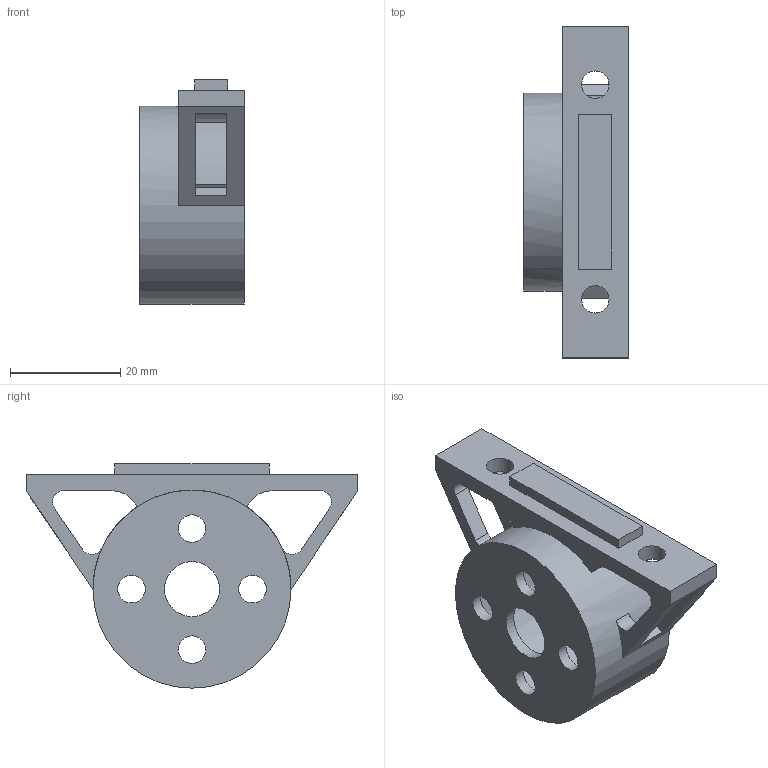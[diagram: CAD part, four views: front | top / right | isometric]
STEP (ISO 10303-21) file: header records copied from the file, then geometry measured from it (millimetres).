
FILE_DESCRIPTION(/* description */ ('STEP AP242'),/* implementation_level */ '2;1');
FILE_NAME(/* name */ '',/* time_stamp */ '2024-12-20T18:27:54+03:00',/* author */ ('Phantom'),/* organization */ ('UNSPECIFIED'),/* preprocessor_version */ 'ST-DEVELOPER v20',/* originating_system */ 'Autodesk Inventor 2025',/* authorisation */ '');
FILE_SCHEMA (('AUTOMOTIVE_DESIGN { 1 0 10303 214 3 1 1 }'));
Length unit declared in the file: millimetre
Products named in the file (1): упор под мотор 
3
Bounding box: 19 x 60.33 x 40.77 mm (x, y, z)
Volume: 8757.2 mm3; surface area: 8141.9 mm2
Topology: 1 solids, 1 shells, 50 faces, 149 edges, 99 vertices
Faces by surface type: plane 30, cylinder 20
Full cylindrical faces by diameter (mm): 5 x6, 10 x1, 32 x1, 36 x1
Entity records: 1784 total; most frequent: DIRECTION 300, CARTESIAN_POINT 299, ORIENTED_EDGE 298, EDGE_CURVE 149, LINE 100, VECTOR 100, AXIS2_PLACEMENT_3D 100, VERTEX_POINT 99
